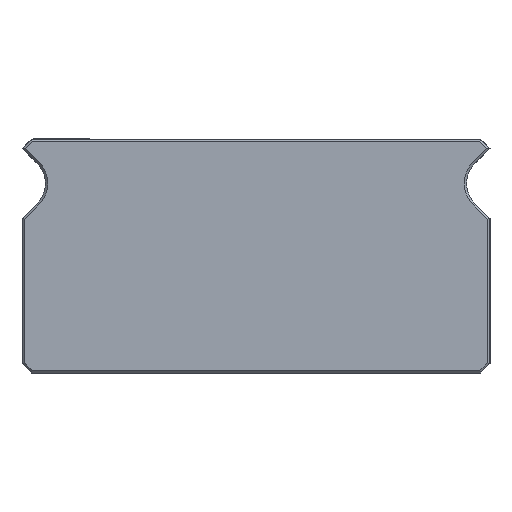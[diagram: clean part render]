
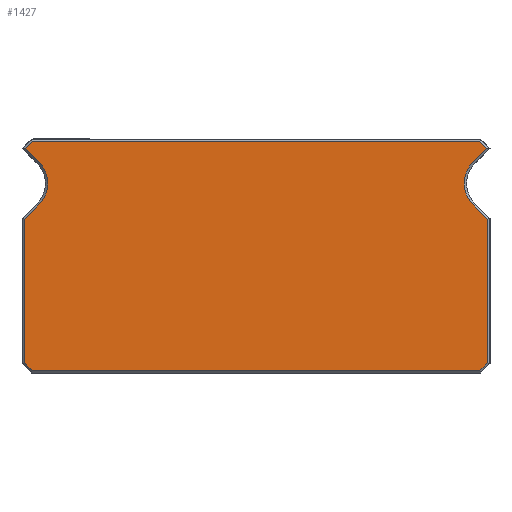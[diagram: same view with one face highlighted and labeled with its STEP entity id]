
A CAD part, left-side view. The second image highlights one B-rep face of the part: STEP entity #1427.
In plain terms, the highlighted planar face has unit normal (-1, 0, 0).
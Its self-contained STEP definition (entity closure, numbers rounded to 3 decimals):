
#323 = DIRECTION ( 'NONE',  ( 1., 0., 0. ) ) ;
#328 = PLANE ( 'NONE',  #356 ) ;
#330 = CARTESIAN_POINT ( 'NONE',  ( -28.28, -6.305, -1.225 ) ) ;
#331 = LINE ( 'NONE', #330, #363 ) ;
#355 = CARTESIAN_POINT ( 'NONE',  ( -28.28, -6.476, -2.222 ) ) ;
#356 = AXIS2_PLACEMENT_3D ( 'NONE', #355, #323, #514 ) ;
#357 = DIRECTION ( 'NONE',  ( 0., -0.707, 0.707 ) ) ;
#363 = VECTOR ( 'NONE', #357, 1000. ) ;
#486 = FACE_OUTER_BOUND ( 'NONE', #1422, .T. ) ;
#487 = DIRECTION ( 'NONE',  ( 0., 0., -1. ) ) ;
#488 = DIRECTION ( 'NONE',  ( 1., 0., 0. ) ) ;
#489 = CARTESIAN_POINT ( 'NONE',  ( -28.28, 5.892, -1.638 ) ) ;
#490 = CARTESIAN_POINT ( 'NONE',  ( -28.28, -6.476, -2.222 ) ) ;
#491 = DIRECTION ( 'NONE',  ( 0., 0.707, 0.707 ) ) ;
#492 = VECTOR ( 'NONE', #491, 1000. ) ;
#493 = CARTESIAN_POINT ( 'NONE',  ( -28.28, -5.892, -2.805 ) ) ;
#494 = CARTESIAN_POINT ( 'NONE',  ( -28.28, -6.26, -1.27 ) ) ;
#495 = DIRECTION ( 'NONE',  ( 0., -1., 0. ) ) ;
#496 = VECTOR ( 'NONE', #495, 1000. ) ;
#497 = CARTESIAN_POINT ( 'NONE',  ( -28.28, -6.096, -7.303 ) ) ;
#498 = LINE ( 'NONE', #493, #492 ) ;
#509 = CIRCLE ( 'NONE', #513, 0.825 ) ;
#510 = DIRECTION ( 'NONE',  ( 0., -0.707, -0.707 ) ) ;
#511 = VECTOR ( 'NONE', #510, 1000. ) ;
#512 = CARTESIAN_POINT ( 'NONE',  ( -28.28, -6.07, -7.303 ) ) ;
#513 = AXIS2_PLACEMENT_3D ( 'NONE', #490, #488, #487 ) ;
#514 = DIRECTION ( 'NONE',  ( 0., 0., -1. ) ) ;
#515 = DIRECTION ( 'NONE',  ( 0., 0., -1. ) ) ;
#516 = VECTOR ( 'NONE', #515, 1000. ) ;
#517 = CARTESIAN_POINT ( 'NONE',  ( -28.28, 6.287, -2.222 ) ) ;
#518 = LINE ( 'NONE', #517, #516 ) ;
#519 = LINE ( 'NONE', #497, #496 ) ;
#521 = DIRECTION ( 'NONE',  ( 0., 0.707, -0.707 ) ) ;
#522 = VECTOR ( 'NONE', #521, 1000. ) ;
#523 = CARTESIAN_POINT ( 'NONE',  ( -28.28, 6.305, -3.218 ) ) ;
#524 = CARTESIAN_POINT ( 'NONE',  ( -28.28, 6.051, -7.321 ) ) ;
#525 = LINE ( 'NONE', #524, #511 ) ;
#526 = CARTESIAN_POINT ( 'NONE',  ( -28.28, -6.287, -7.086 ) ) ;
#529 = CARTESIAN_POINT ( 'NONE',  ( -28.28, 6.287, -7.086 ) ) ;
#530 = CARTESIAN_POINT ( 'NONE',  ( -28.28, -6.287, -3.2 ) ) ;
#534 = LINE ( 'NONE', #523, #522 ) ;
#898 = DIRECTION ( 'NONE',  ( 0., 0.707, 0.707 ) ) ;
#899 = VECTOR ( 'NONE', #898, 1000. ) ;
#900 = CARTESIAN_POINT ( 'NONE',  ( -28.28, -6.051, -1.061 ) ) ;
#962 = CARTESIAN_POINT ( 'NONE',  ( -28.28, -6.07, -1.079 ) ) ;
#968 = DIRECTION ( 'NONE',  ( 0., 0., -1. ) ) ;
#969 = DIRECTION ( 'NONE',  ( 1., 0., 0. ) ) ;
#970 = CARTESIAN_POINT ( 'NONE',  ( -28.28, 6.476, -2.222 ) ) ;
#971 = AXIS2_PLACEMENT_3D ( 'NONE', #970, #969, #968 ) ;
#975 = DIRECTION ( 'NONE',  ( 0., -0.707, -0.707 ) ) ;
#976 = VECTOR ( 'NONE', #975, 1000. ) ;
#977 = CIRCLE ( 'NONE', #971, 0.825 ) ;
#978 = CARTESIAN_POINT ( 'NONE',  ( -28.28, -6.305, -7.067 ) ) ;
#979 = DIRECTION ( 'NONE',  ( 0., 0.707, -0.707 ) ) ;
#980 = VECTOR ( 'NONE', #979, 1000. ) ;
#982 = CARTESIAN_POINT ( 'NONE',  ( -28.28, -0.584, -8.114 ) ) ;
#983 = LINE ( 'NONE', #982, #976 ) ;
#984 = VECTOR ( 'NONE', #1006, 1000. ) ;
#985 = CARTESIAN_POINT ( 'NONE',  ( -28.28, 6.26, -1.27 ) ) ;
#986 = CARTESIAN_POINT ( 'NONE',  ( -28.28, 0.368, 4.622 ) ) ;
#987 = LINE ( 'NONE', #986, #980 ) ;
#988 = CARTESIAN_POINT ( 'NONE',  ( -28.28, 5.892, -2.805 ) ) ;
#989 = LINE ( 'NONE', #1007, #984 ) ;
#991 = CARTESIAN_POINT ( 'NONE',  ( -28.28, -5.892, -1.638 ) ) ;
#995 = CARTESIAN_POINT ( 'NONE',  ( -28.28, -5.892, -2.805 ) ) ;
#998 = CARTESIAN_POINT ( 'NONE',  ( -28.28, 6.287, -3.2 ) ) ;
#1006 = DIRECTION ( 'NONE',  ( 0., 1., 0. ) ) ;
#1007 = CARTESIAN_POINT ( 'NONE',  ( -28.28, -6.476, -1.079 ) ) ;
#1050 = LINE ( 'NONE', #900, #899 ) ;
#1052 = CARTESIAN_POINT ( 'NONE',  ( -28.28, 6.07, -7.303 ) ) ;
#1053 = CARTESIAN_POINT ( 'NONE',  ( -28.28, 6.07, -1.079 ) ) ;
#1095 = DIRECTION ( 'NONE',  ( 0., 0., 1. ) ) ;
#1096 = VECTOR ( 'NONE', #1095, 1000. ) ;
#1097 = CARTESIAN_POINT ( 'NONE',  ( -28.28, -6.287, -3.173 ) ) ;
#1098 = LINE ( 'NONE', #1097, #1096 ) ;
#1103 = DIRECTION ( 'NONE',  ( 0., -0.707, 0.707 ) ) ;
#1104 = VECTOR ( 'NONE', #1103, 1000. ) ;
#1109 = LINE ( 'NONE', #978, #1104 ) ;
#1408 = ORIENTED_EDGE ( 'NONE', *, *, #1466, .T. ) ;
#1409 = EDGE_CURVE ( 'NONE', #1465, #1454, #534, .T. ) ;
#1410 = VERTEX_POINT ( 'NONE', #529 ) ;
#1411 = VERTEX_POINT ( 'NONE', #526 ) ;
#1412 = EDGE_CURVE ( 'NONE', #1454, #1410, #518, .T. ) ;
#1413 = ORIENTED_EDGE ( 'NONE', *, *, #1473, .T. ) ;
#1415 = ORIENTED_EDGE ( 'NONE', *, *, #1416, .T. ) ;
#1416 = EDGE_CURVE ( 'NONE', #1410, #1435, #525, .T. ) ;
#1417 = VERTEX_POINT ( 'NONE', #530 ) ;
#1418 = VERTEX_POINT ( 'NONE', #512 ) ;
#1419 = EDGE_CURVE ( 'NONE', #1435, #1418, #519, .T. ) ;
#1421 = EDGE_CURVE ( 'NONE', #1417, #1451, #498, .T. ) ;
#1422 = EDGE_LOOP ( 'NONE', ( #1429, #1428, #1436, #1459, #1431, #1462, #1408, #1461, #1464, #1415, #1472, #1413, #1478, #1481 ) ) ;
#1423 = VERTEX_POINT ( 'NONE', #494 ) ;
#1425 = EDGE_CURVE ( 'NONE', #1451, #1453, #509, .T. ) ;
#1426 = VERTEX_POINT ( 'NONE', #489 ) ;
#1427 = ADVANCED_FACE ( 'NONE', ( #486 ), #328, .F. ) ;
#1428 = ORIENTED_EDGE ( 'NONE', *, *, #1430, .T. ) ;
#1429 = ORIENTED_EDGE ( 'NONE', *, *, #1425, .T. ) ;
#1430 = EDGE_CURVE ( 'NONE', #1453, #1423, #331, .T. ) ;
#1431 = ORIENTED_EDGE ( 'NONE', *, *, #1460, .T. ) ;
#1432 = VERTEX_POINT ( 'NONE', #962 ) ;
#1433 = EDGE_CURVE ( 'NONE', #1423, #1432, #1050, .T. ) ;
#1434 = VERTEX_POINT ( 'NONE', #1053 ) ;
#1435 = VERTEX_POINT ( 'NONE', #1052 ) ;
#1436 = ORIENTED_EDGE ( 'NONE', *, *, #1433, .T. ) ;
#1451 = VERTEX_POINT ( 'NONE', #995 ) ;
#1453 = VERTEX_POINT ( 'NONE', #991 ) ;
#1454 = VERTEX_POINT ( 'NONE', #998 ) ;
#1456 = EDGE_CURVE ( 'NONE', #1432, #1434, #989, .T. ) ;
#1457 = VERTEX_POINT ( 'NONE', #985 ) ;
#1459 = ORIENTED_EDGE ( 'NONE', *, *, #1456, .T. ) ;
#1460 = EDGE_CURVE ( 'NONE', #1434, #1457, #987, .T. ) ;
#1461 = ORIENTED_EDGE ( 'NONE', *, *, #1409, .T. ) ;
#1462 = ORIENTED_EDGE ( 'NONE', *, *, #1463, .T. ) ;
#1463 = EDGE_CURVE ( 'NONE', #1457, #1426, #983, .T. ) ;
#1464 = ORIENTED_EDGE ( 'NONE', *, *, #1412, .T. ) ;
#1465 = VERTEX_POINT ( 'NONE', #988 ) ;
#1466 = EDGE_CURVE ( 'NONE', #1426, #1465, #977, .T. ) ;
#1472 = ORIENTED_EDGE ( 'NONE', *, *, #1419, .T. ) ;
#1473 = EDGE_CURVE ( 'NONE', #1418, #1411, #1109, .T. ) ;
#1475 = EDGE_CURVE ( 'NONE', #1411, #1417, #1098, .T. ) ;
#1478 = ORIENTED_EDGE ( 'NONE', *, *, #1475, .T. ) ;
#1481 = ORIENTED_EDGE ( 'NONE', *, *, #1421, .T. ) ;
